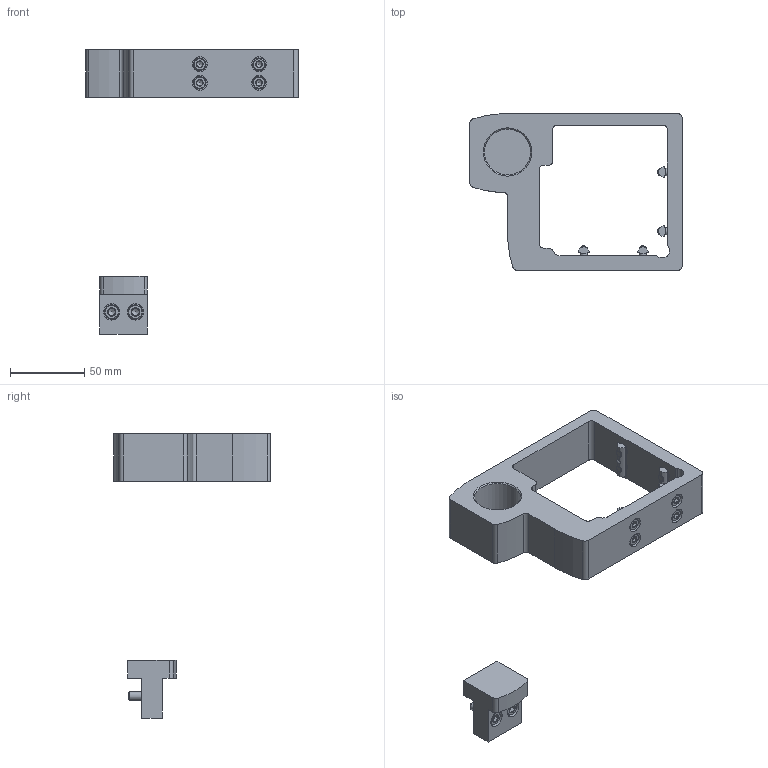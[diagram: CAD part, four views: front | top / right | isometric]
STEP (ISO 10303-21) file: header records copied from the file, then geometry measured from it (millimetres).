
FILE_DESCRIPTION(/* description */ ('STEP AP214'),/* implementation_level */ '2;1');
FILE_NAME(/* name */ '8067060_DAYP-E21-70',/* time_stamp */ '2024-08-14T18:19:46+02:00',/* author */ ('License CC BY-ND 4.0'),/* organization */ ('CADENAS'),/* preprocessor_version */ 'ST-DEVELOPER v19.3',/* originating_system */ 'PARTsolutions',/* authorisation */ ' ');
FILE_SCHEMA (('AUTOMOTIVE_DESIGN {1 0 10303 214 3 1 1}'));
Length unit declared in the file: millimetre
Products named in the file (6): 8067060 DAYP-E21-70---(high); 8080143 DAYP-E21-70---(mechanical high); ISO-4762 M5x10; 526094 NST-HMV-5-2-M5; 8080144 DAYP-E21-70---(mechanical high); ISO-4762 M6x16
Assembly tree (16 placements, depth 2):
  8067060 DAYP-E21-70---(high)
    8080143 DAYP-E21-70---(mechanical high)
    ISO-4762 M5x10  x8
    526094 NST-HMV-5-2-M5  x4
    8080144 DAYP-E21-70---(mechanical high)
    ISO-4762 M6x16  x2
Bounding box: 143.5 x 106 x 192.1 mm (x, y, z)
Volume: 206865.6 mm3; surface area: 56030.3 mm2
Topology: 16 solids, 16 shells, 494 faces, 1276 edges, 814 vertices
Faces by surface type: plane 235, cylinder 135, cone 120, sphere 4
Full cylindrical faces by diameter (mm): 4.134 x8, 5 x8, 5.5 x8, 6 x2, 6.6 x2, 8.5 x8, 10 x10, 11 x2, 31 x1
Entity records: 5178 total; most frequent: CARTESIAN_POINT 972, DIRECTION 873, ORIENTED_EDGE 754, EDGE_CURVE 377, AXIS2_PLACEMENT_3D 345, VERTEX_POINT 270, FACE_BOUND 247, EDGE_LOOP 245
